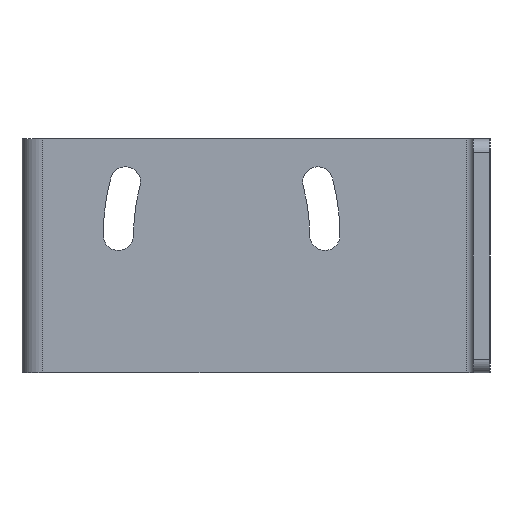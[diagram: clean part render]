
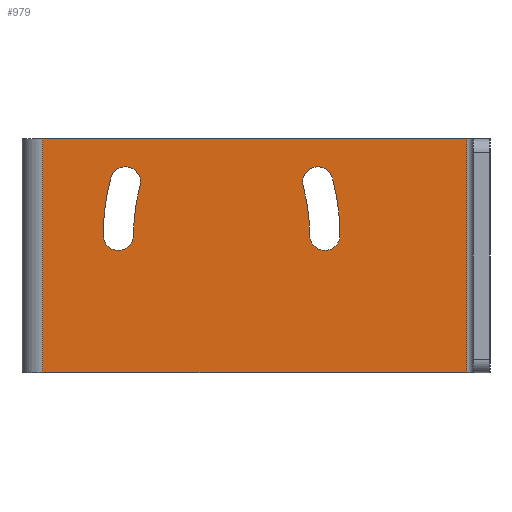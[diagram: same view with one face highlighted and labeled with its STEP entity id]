
A CAD part, left-side view. The second image highlights one B-rep face of the part: STEP entity #979.
In plain terms, the highlighted planar face has unit normal (-1, 0, 0).
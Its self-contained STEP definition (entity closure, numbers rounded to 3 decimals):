
#61=DIRECTION('',(0.,-1.,0.));
#62=VECTOR('',#61,30.8);
#63=CARTESIAN_POINT('',(-5.2,32.5,-8.5));
#64=LINE('',#63,#62);
#113=CARTESIAN_POINT('',(-5.2,12.,1.5));
#114=DIRECTION('',(1.,0.,0.));
#115=DIRECTION('',(0.,1.,0.));
#116=AXIS2_PLACEMENT_3D('',#113,#114,#115);
#118=CARTESIAN_POINT('',(-5.2,27.,1.5));
#119=DIRECTION('',(1.,0.,0.));
#120=DIRECTION('',(0.,-1.,0.));
#121=AXIS2_PLACEMENT_3D('',#118,#119,#120);
#123=CARTESIAN_POINT('',(-5.2,12.,1.5));
#124=DIRECTION('',(1.,0.,0.));
#125=DIRECTION('',(0.,1.,0.));
#126=AXIS2_PLACEMENT_3D('',#123,#124,#125);
#128=CARTESIAN_POINT('',(-5.2,26.489,5.382));
#129=DIRECTION('',(1.,0.,0.));
#130=DIRECTION('',(0.,0.966,0.259));
#131=AXIS2_PLACEMENT_3D('',#128,#129,#130);
#133=CARTESIAN_POINT('',(-5.2,27.,1.5));
#134=DIRECTION('',(1.,0.,0.));
#135=DIRECTION('',(0.,-0.966,0.259));
#136=AXIS2_PLACEMENT_3D('',#133,#134,#135);
#138=CARTESIAN_POINT('',(-5.2,12.511,5.382));
#139=DIRECTION('',(1.,0.,0.));
#140=DIRECTION('',(0.,0.966,-0.259));
#141=AXIS2_PLACEMENT_3D('',#138,#139,#140);
#143=CARTESIAN_POINT('',(-5.2,27.,1.5));
#144=DIRECTION('',(1.,0.,0.));
#145=DIRECTION('',(0.,-0.966,0.259));
#146=AXIS2_PLACEMENT_3D('',#143,#144,#145);
#148=DIRECTION('',(0.,0.,-1.));
#149=VECTOR('',#148,17.);
#150=CARTESIAN_POINT('',(-5.2,32.5,8.5));
#151=LINE('',#150,#149);
#152=DIRECTION('',(0.,0.,1.));
#153=VECTOR('',#152,17.);
#154=CARTESIAN_POINT('',(-5.2,1.7,-8.5));
#155=LINE('',#154,#153);
#283=CARTESIAN_POINT('',(-5.2,12.,1.5));
#284=DIRECTION('',(1.,0.,0.));
#285=DIRECTION('',(0.,-1.,0.));
#286=AXIS2_PLACEMENT_3D('',#283,#284,#285);
#377=DIRECTION('',(0.,-1.,0.));
#378=VECTOR('',#377,30.8);
#379=CARTESIAN_POINT('',(-5.2,32.5,8.5));
#380=LINE('',#379,#378);
#697=CARTESIAN_POINT('',(-5.2,28.1,1.5));
#698=CARTESIAN_POINT('',(-5.2,27.551,5.667));
#699=VERTEX_POINT('',#697);
#700=VERTEX_POINT('',#698);
#701=CARTESIAN_POINT('',(-5.2,25.426,5.098));
#702=VERTEX_POINT('',#701);
#703=CARTESIAN_POINT('',(-5.2,25.9,1.5));
#704=VERTEX_POINT('',#703);
#705=CARTESIAN_POINT('',(-5.2,13.574,5.098));
#706=CARTESIAN_POINT('',(-5.2,13.1,1.5));
#707=VERTEX_POINT('',#705);
#708=VERTEX_POINT('',#706);
#709=CARTESIAN_POINT('',(-5.2,11.449,5.667));
#710=VERTEX_POINT('',#709);
#711=CARTESIAN_POINT('',(-5.2,10.9,1.5));
#712=VERTEX_POINT('',#711);
#733=CARTESIAN_POINT('',(-5.2,1.7,-8.5));
#734=CARTESIAN_POINT('',(-5.2,1.7,8.5));
#735=VERTEX_POINT('',#733);
#736=VERTEX_POINT('',#734);
#761=CARTESIAN_POINT('',(-5.2,32.5,-8.5));
#763=VERTEX_POINT('',#761);
#767=CARTESIAN_POINT('',(-5.2,32.5,8.5));
#768=VERTEX_POINT('',#767);
#946=CARTESIAN_POINT('',(-5.2,34.,-8.5));
#947=DIRECTION('',(-1.,0.,0.));
#948=DIRECTION('',(0.,-1.,0.));
#949=AXIS2_PLACEMENT_3D('',#946,#947,#948);
#950=PLANE('',#949);
#952=ORIENTED_EDGE('',*,*,#951,.F.);
#954=ORIENTED_EDGE('',*,*,#953,.T.);
#955=ORIENTED_EDGE('',*,*,#939,.F.);
#956=ORIENTED_EDGE('',*,*,#880,.F.);
#957=EDGE_LOOP('',(#952,#954,#955,#956));
#958=FACE_OUTER_BOUND('',#957,.F.);
#960=ORIENTED_EDGE('',*,*,#959,.F.);
#962=ORIENTED_EDGE('',*,*,#961,.F.);
#964=ORIENTED_EDGE('',*,*,#963,.T.);
#966=ORIENTED_EDGE('',*,*,#965,.F.);
#967=EDGE_LOOP('',(#960,#962,#964,#966));
#968=FACE_BOUND('',#967,.F.);
#970=ORIENTED_EDGE('',*,*,#969,.F.);
#972=ORIENTED_EDGE('',*,*,#971,.F.);
#974=ORIENTED_EDGE('',*,*,#973,.F.);
#976=ORIENTED_EDGE('',*,*,#975,.T.);
#977=EDGE_LOOP('',(#970,#972,#974,#976));
#978=FACE_BOUND('',#977,.F.);
#979=ADVANCED_FACE('',(#958,#968,#978),#950,.T.);
#117=CIRCLE('',#116,16.1);
#122=CIRCLE('',#121,1.1);
#127=CIRCLE('',#126,13.9);
#132=CIRCLE('',#131,1.1);
#137=CIRCLE('',#136,16.1);
#142=CIRCLE('',#141,1.1);
#147=CIRCLE('',#146,13.9);
#287=CIRCLE('',#286,1.1);
#880=EDGE_CURVE('',#763,#735,#64,.T.);
#939=EDGE_CURVE('',#735,#736,#155,.T.);
#951=EDGE_CURVE('',#768,#763,#151,.T.);
#953=EDGE_CURVE('',#768,#736,#380,.T.);
#959=EDGE_CURVE('',#699,#700,#117,.T.);
#961=EDGE_CURVE('',#704,#699,#122,.T.);
#963=EDGE_CURVE('',#704,#702,#127,.T.);
#965=EDGE_CURVE('',#700,#702,#132,.T.);
#969=EDGE_CURVE('',#712,#708,#287,.T.);
#971=EDGE_CURVE('',#710,#712,#137,.T.);
#973=EDGE_CURVE('',#707,#710,#142,.T.);
#975=EDGE_CURVE('',#707,#708,#147,.T.);
